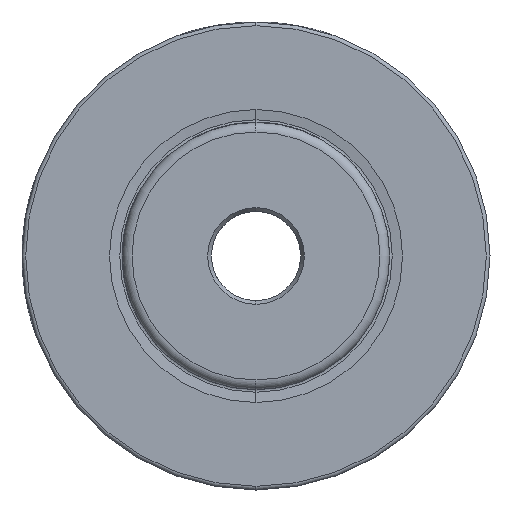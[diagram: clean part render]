
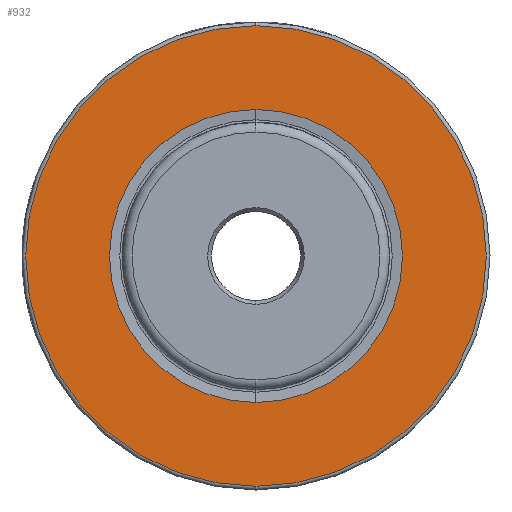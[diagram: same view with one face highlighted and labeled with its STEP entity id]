
A CAD part, left-side view. The second image highlights one B-rep face of the part: STEP entity #932.
In plain terms, the highlighted planar face has unit normal (-1, 0, 0).
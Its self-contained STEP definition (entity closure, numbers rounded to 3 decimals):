
#409 = EDGE_CURVE ( 'NONE', #1978, #2088, #2454, .T. ) ;
#446 = EDGE_CURVE ( 'NONE', #2088, #1978, #2496, .T. ) ;
#452 = EDGE_CURVE ( 'NONE', #1957, #2227, #2502, .T. ) ;
#456 = EDGE_CURVE ( 'NONE', #2227, #1957, #2503, .T. ) ;
#494 = AXIS2_PLACEMENT_3D ( 'NONE', #838, #814, #867 ) ;
#518 = AXIS2_PLACEMENT_3D ( 'NONE', #1065, #1038, #1127 ) ;
#524 = AXIS2_PLACEMENT_3D ( 'NONE', #1118, #1106, #1051 ) ;
#525 = AXIS2_PLACEMENT_3D ( 'NONE', #3587, #3519, #3542 ) ;
#582 = AXIS2_PLACEMENT_3D ( 'NONE', #3367, #3362, #3361 ) ;
#814 = DIRECTION ( 'NONE',  ( -1., 0., 0. ) ) ;
#838 = CARTESIAN_POINT ( 'NONE',  ( 0., 0., 0. ) ) ;
#867 = DIRECTION ( 'NONE',  ( 0., 0., 1. ) ) ;
#932 = ADVANCED_FACE ( 'NONE', ( #2643, #2645 ), #3364, .F. ) ;
#1029 = CARTESIAN_POINT ( 'NONE',  ( 0., 0., 31. ) ) ;
#1038 = DIRECTION ( 'NONE',  ( -1., 0., 0. ) ) ;
#1051 = DIRECTION ( 'NONE',  ( 0., 0., 1. ) ) ;
#1065 = CARTESIAN_POINT ( 'NONE',  ( 0., 0., 0. ) ) ;
#1106 = DIRECTION ( 'NONE',  ( -1., 0., 0. ) ) ;
#1118 = CARTESIAN_POINT ( 'NONE',  ( 0., 0., 0. ) ) ;
#1127 = DIRECTION ( 'NONE',  ( 0., 0., 1. ) ) ;
#1951 = ORIENTED_EDGE ( 'NONE', *, *, #456, .T. ) ;
#1957 = VERTEX_POINT ( 'NONE', #3417 ) ;
#1978 = VERTEX_POINT ( 'NONE', #3409 ) ;
#2016 = ORIENTED_EDGE ( 'NONE', *, *, #452, .T. ) ;
#2088 = VERTEX_POINT ( 'NONE', #3277 ) ;
#2089 = ORIENTED_EDGE ( 'NONE', *, *, #446, .F. ) ;
#2099 = EDGE_LOOP ( 'NONE', ( #2089, #2272 ) ) ;
#2227 = VERTEX_POINT ( 'NONE', #1029 ) ;
#2249 = EDGE_LOOP ( 'NONE', ( #1951, #2016 ) ) ;
#2272 = ORIENTED_EDGE ( 'NONE', *, *, #409, .F. ) ;
#2454 = CIRCLE ( 'NONE', #494, 19.715 ) ;
#2496 = CIRCLE ( 'NONE', #518, 19.715 ) ;
#2502 = CIRCLE ( 'NONE', #524, 31. ) ;
#2503 = CIRCLE ( 'NONE', #525, 31. ) ;
#2643 = FACE_BOUND ( 'NONE', #2099, .T. ) ;
#2645 = FACE_OUTER_BOUND ( 'NONE', #2249, .T. ) ;
#3277 = CARTESIAN_POINT ( 'NONE',  ( 0., 0., 19.715 ) ) ;
#3361 = DIRECTION ( 'NONE',  ( 0., 0., -1. ) ) ;
#3362 = DIRECTION ( 'NONE',  ( 1., 0., 0. ) ) ;
#3364 = PLANE ( 'NONE',  #582 ) ;
#3367 = CARTESIAN_POINT ( 'NONE',  ( 0., 19.715, 0. ) ) ;
#3409 = CARTESIAN_POINT ( 'NONE',  ( 0., 0., -19.715 ) ) ;
#3417 = CARTESIAN_POINT ( 'NONE',  ( 0., 0., -31. ) ) ;
#3519 = DIRECTION ( 'NONE',  ( -1., 0., 0. ) ) ;
#3542 = DIRECTION ( 'NONE',  ( 0., 0., 1. ) ) ;
#3587 = CARTESIAN_POINT ( 'NONE',  ( 0., 0., 0. ) ) ;
